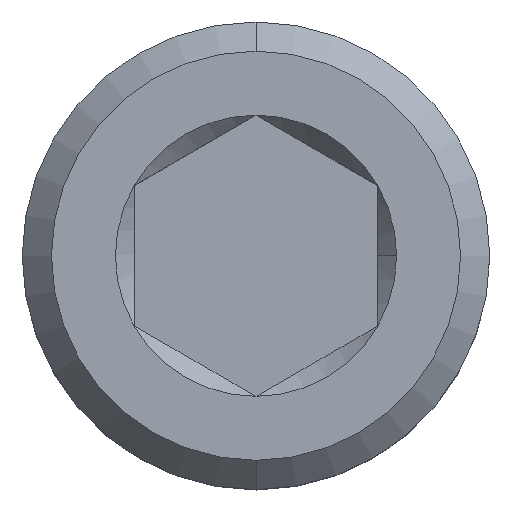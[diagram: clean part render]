
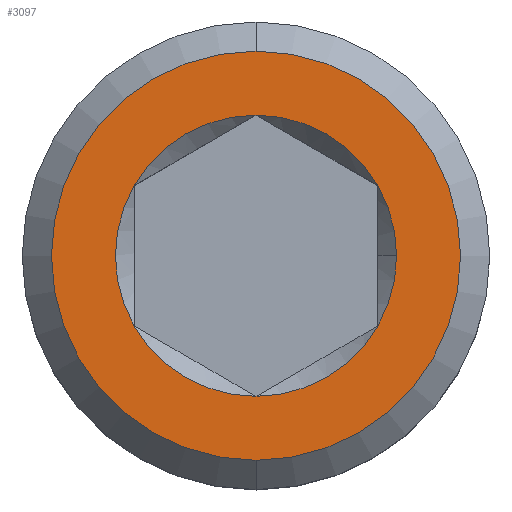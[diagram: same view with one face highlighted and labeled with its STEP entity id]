
A CAD part, top view. The second image highlights one B-rep face of the part: STEP entity #3097.
In plain terms, the highlighted planar face has unit normal (0, 0, 1).
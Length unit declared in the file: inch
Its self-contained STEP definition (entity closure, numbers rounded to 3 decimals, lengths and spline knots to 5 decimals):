
#329 = CARTESIAN_POINT ( 'NONE',  ( 0., 0.02887, 0.53 ) ) ;
#362 = CARTESIAN_POINT ( 'NONE',  ( 0., 0., 0.53 ) ) ;
#430 = CARTESIAN_POINT ( 'NONE',  ( 0., -0.02887, 0.53 ) ) ;
#523 = CARTESIAN_POINT ( 'NONE',  ( 0., 0., 0.53 ) ) ;
#686 = ORIENTED_EDGE ( 'NONE', *, *, #12608, .F. ) ;
#726 = CARTESIAN_POINT ( 'NONE',  ( 0., -0.042, 0.53 ) ) ;
#831 = ORIENTED_EDGE ( 'NONE', *, *, #8053, .F. ) ;
#889 = FACE_OUTER_BOUND ( 'NONE', #8788, .T. ) ;
#1007 = DIRECTION ( 'NONE',  ( 1., 0., 0. ) ) ;
#1039 = CARTESIAN_POINT ( 'NONE',  ( 0., 0., 0.53 ) ) ;
#1079 = DIRECTION ( 'NONE',  ( 0., 0., 1. ) ) ;
#1108 = VERTEX_POINT ( 'NONE', #329 ) ;
#1273 = DIRECTION ( 'NONE',  ( 0., 0., -1. ) ) ;
#1671 = ORIENTED_EDGE ( 'NONE', *, *, #2973, .F. ) ;
#1788 = CARTESIAN_POINT ( 'NONE',  ( 0.025, 0.01443, 0.53 ) ) ;
#1806 = CARTESIAN_POINT ( 'NONE',  ( 0., 0., 0.53 ) ) ;
#2120 = DIRECTION ( 'NONE',  ( 0., 0., 1. ) ) ;
#2543 = VERTEX_POINT ( 'NONE', #7749 ) ;
#2809 = DIRECTION ( 'NONE',  ( 0., 0., -1. ) ) ;
#2973 = EDGE_CURVE ( 'NONE', #4798, #5759, #5521, .T. ) ;
#3097 = ADVANCED_FACE ( 'NONE', ( #14754, #889 ), #10116, .T. ) ;
#3347 = EDGE_CURVE ( 'NONE', #14421, #5496, #7979, .T. ) ;
#3864 = DIRECTION ( 'NONE',  ( 1., 0., 0. ) ) ;
#3877 = VERTEX_POINT ( 'NONE', #1788 ) ;
#4011 = CARTESIAN_POINT ( 'NONE',  ( 0., 0., 0.53 ) ) ;
#4048 = CARTESIAN_POINT ( 'NONE',  ( 0., 0.042, 0.53 ) ) ;
#4280 = EDGE_CURVE ( 'NONE', #3877, #1108, #12169, .T. ) ;
#4469 = EDGE_CURVE ( 'NONE', #13836, #14421, #6963, .T. ) ;
#4474 = ORIENTED_EDGE ( 'NONE', *, *, #11361, .F. ) ;
#4798 = VERTEX_POINT ( 'NONE', #4048 ) ;
#5275 = AXIS2_PLACEMENT_3D ( 'NONE', #1039, #14129, #8274 ) ;
#5496 = VERTEX_POINT ( 'NONE', #14429 ) ;
#5521 = CIRCLE ( 'NONE', #13389, 0.042 ) ;
#5686 = EDGE_CURVE ( 'NONE', #1108, #8649, #9181, .T. ) ;
#5759 = VERTEX_POINT ( 'NONE', #726 ) ;
#5772 = CARTESIAN_POINT ( 'NONE',  ( -0.025, 0.01443, 0.53 ) ) ;
#6104 = DIRECTION ( 'NONE',  ( 0., 1., 0. ) ) ;
#6515 = AXIS2_PLACEMENT_3D ( 'NONE', #523, #8663, #10892 ) ;
#6738 = AXIS2_PLACEMENT_3D ( 'NONE', #1806, #2120, #11508 ) ;
#6963 = CIRCLE ( 'NONE', #14886, 0.02887 ) ;
#6998 = AXIS2_PLACEMENT_3D ( 'NONE', #8619, #14412, #3864 ) ;
#7113 = CARTESIAN_POINT ( 'NONE',  ( 0., 0., 0.53 ) ) ;
#7749 = CARTESIAN_POINT ( 'NONE',  ( 0.02887, 0., 0.53 ) ) ;
#7752 = CIRCLE ( 'NONE', #6515, 0.02887 ) ;
#7979 = CIRCLE ( 'NONE', #5275, 0.02887 ) ;
#8014 = AXIS2_PLACEMENT_3D ( 'NONE', #13111, #8264, #8335 ) ;
#8053 = EDGE_CURVE ( 'NONE', #8649, #13836, #9694, .T. ) ;
#8264 = DIRECTION ( 'NONE',  ( 0., 0., 1. ) ) ;
#8274 = DIRECTION ( 'NONE',  ( 1., 0., 0. ) ) ;
#8333 = DIRECTION ( 'NONE',  ( 1., 0., 0. ) ) ;
#8335 = DIRECTION ( 'NONE',  ( 1., 0., 0. ) ) ;
#8448 = ORIENTED_EDGE ( 'NONE', *, *, #4469, .F. ) ;
#8619 = CARTESIAN_POINT ( 'NONE',  ( 0., 0., 0.53 ) ) ;
#8649 = VERTEX_POINT ( 'NONE', #5772 ) ;
#8663 = DIRECTION ( 'NONE',  ( 0., 0., 1. ) ) ;
#8684 = AXIS2_PLACEMENT_3D ( 'NONE', #9386, #1079, #1007 ) ;
#8788 = EDGE_LOOP ( 'NONE', ( #1671, #686 ) ) ;
#9040 = ORIENTED_EDGE ( 'NONE', *, *, #4280, .F. ) ;
#9181 = CIRCLE ( 'NONE', #8684, 0.02887 ) ;
#9386 = CARTESIAN_POINT ( 'NONE',  ( 0., 0., 0.53 ) ) ;
#9480 = AXIS2_PLACEMENT_3D ( 'NONE', #7113, #1273, #6104 ) ;
#9482 = CARTESIAN_POINT ( 'NONE',  ( 0., 0., 0.53 ) ) ;
#9694 = CIRCLE ( 'NONE', #14884, 0.02887 ) ;
#9848 = DIRECTION ( 'NONE',  ( 0., 0., 1. ) ) ;
#10116 = PLANE ( 'NONE',  #6738 ) ;
#10569 = EDGE_LOOP ( 'NONE', ( #13683, #8448, #831, #11114, #9040, #4474, #11443 ) ) ;
#10892 = DIRECTION ( 'NONE',  ( 1., 0., 0. ) ) ;
#11114 = ORIENTED_EDGE ( 'NONE', *, *, #5686, .F. ) ;
#11161 = DIRECTION ( 'NONE',  ( 1., 0., 0. ) ) ;
#11361 = EDGE_CURVE ( 'NONE', #2543, #3877, #7752, .T. ) ;
#11393 = CARTESIAN_POINT ( 'NONE',  ( -0.025, -0.01443, 0.53 ) ) ;
#11443 = ORIENTED_EDGE ( 'NONE', *, *, #13350, .F. ) ;
#11508 = DIRECTION ( 'NONE',  ( 0., -1., 0. ) ) ;
#12169 = CIRCLE ( 'NONE', #6998, 0.02887 ) ;
#12608 = EDGE_CURVE ( 'NONE', #5759, #4798, #13932, .T. ) ;
#13111 = CARTESIAN_POINT ( 'NONE',  ( 0., 0., 0.53 ) ) ;
#13350 = EDGE_CURVE ( 'NONE', #5496, #2543, #14177, .T. ) ;
#13389 = AXIS2_PLACEMENT_3D ( 'NONE', #362, #2809, #14299 ) ;
#13683 = ORIENTED_EDGE ( 'NONE', *, *, #3347, .F. ) ;
#13836 = VERTEX_POINT ( 'NONE', #11393 ) ;
#13932 = CIRCLE ( 'NONE', #9480, 0.042 ) ;
#14129 = DIRECTION ( 'NONE',  ( 0., 0., 1. ) ) ;
#14177 = CIRCLE ( 'NONE', #8014, 0.02887 ) ;
#14196 = DIRECTION ( 'NONE',  ( 0., 0., 1. ) ) ;
#14299 = DIRECTION ( 'NONE',  ( 0., 1., 0. ) ) ;
#14412 = DIRECTION ( 'NONE',  ( 0., 0., 1. ) ) ;
#14421 = VERTEX_POINT ( 'NONE', #430 ) ;
#14429 = CARTESIAN_POINT ( 'NONE',  ( 0.025, -0.01443, 0.53 ) ) ;
#14754 = FACE_BOUND ( 'NONE', #10569, .T. ) ;
#14884 = AXIS2_PLACEMENT_3D ( 'NONE', #9482, #14196, #8333 ) ;
#14886 = AXIS2_PLACEMENT_3D ( 'NONE', #4011, #9848, #11161 ) ;
